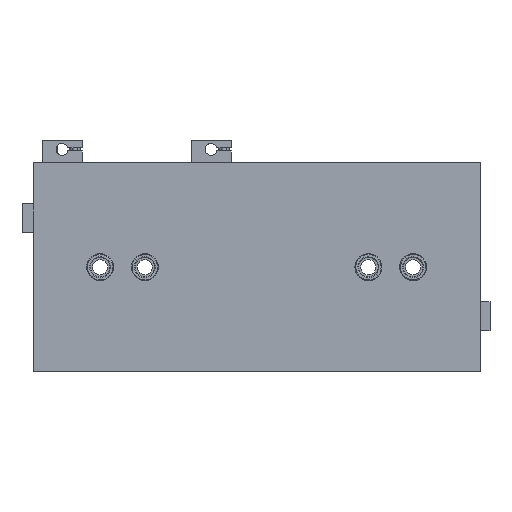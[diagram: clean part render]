
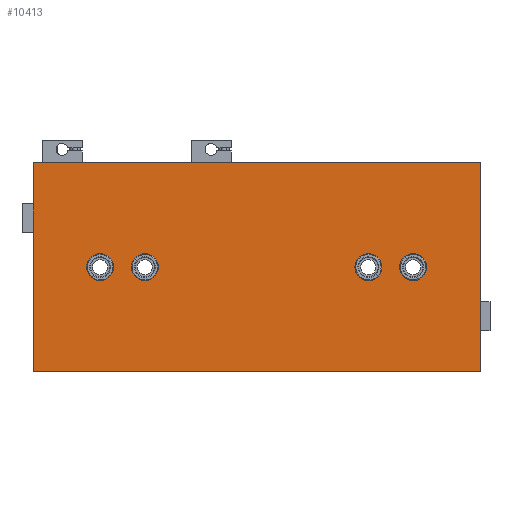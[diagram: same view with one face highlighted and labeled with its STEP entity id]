
A CAD part, front view. The second image highlights one B-rep face of the part: STEP entity #10413.
In plain terms, the highlighted planar face has unit normal (0, -1, 0).
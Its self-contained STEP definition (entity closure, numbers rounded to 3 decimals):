
#6374 = ORIENTED_EDGE ( 'NONE', *, *, #14503, .F. ) ;
#6375 = ORIENTED_EDGE ( 'NONE', *, *, #9184, .F. ) ;
#6376 = ORIENTED_EDGE ( 'NONE', *, *, #14504, .F. ) ;
#6377 = ORIENTED_EDGE ( 'NONE', *, *, #9188, .F. ) ;
#6378 = ORIENTED_EDGE ( 'NONE', *, *, #14502, .F. ) ;
#6379 = ORIENTED_EDGE ( 'NONE', *, *, #9192, .F. ) ;
#6380 = ORIENTED_EDGE ( 'NONE', *, *, #14499, .F. ) ;
#6381 = ORIENTED_EDGE ( 'NONE', *, *, #9196, .F. ) ;
#6382 = ORIENTED_EDGE ( 'NONE', *, *, #14491, .T. ) ;
#6383 = ORIENTED_EDGE ( 'NONE', *, *, #14500, .F. ) ;
#6384 = ORIENTED_EDGE ( 'NONE', *, *, #14437, .F. ) ;
#6385 = ORIENTED_EDGE ( 'NONE', *, *, #14505, .T. ) ;
#9184 = EDGE_CURVE ( 'NONE', #13352, #13353, #21753, .T. ) ;
#9188 = EDGE_CURVE ( 'NONE', #13356, #13357, #21759, .T. ) ;
#9192 = EDGE_CURVE ( 'NONE', #13360, #13361, #21765, .T. ) ;
#9196 = EDGE_CURVE ( 'NONE', #13364, #13365, #21771, .T. ) ;
#10413 = ADVANCED_FACE ( 'NONE', ( #26887, #26885, #26889, #26891, #26888 ), #26364, .T. ) ;
#13352 = VERTEX_POINT ( 'NONE', #28863 ) ;
#13353 = VERTEX_POINT ( 'NONE', #28864 ) ;
#13356 = VERTEX_POINT ( 'NONE', #28867 ) ;
#13357 = VERTEX_POINT ( 'NONE', #28868 ) ;
#13360 = VERTEX_POINT ( 'NONE', #28871 ) ;
#13361 = VERTEX_POINT ( 'NONE', #28872 ) ;
#13364 = VERTEX_POINT ( 'NONE', #28875 ) ;
#13365 = VERTEX_POINT ( 'NONE', #28876 ) ;
#13526 = VERTEX_POINT ( 'NONE', #29037 ) ;
#13527 = VERTEX_POINT ( 'NONE', #29038 ) ;
#13556 = VERTEX_POINT ( 'NONE', #29067 ) ;
#13557 = VERTEX_POINT ( 'NONE', #29068 ) ;
#14361 = EDGE_LOOP ( 'NONE', ( #6374, #6375 ) ) ;
#14365 = EDGE_LOOP ( 'NONE', ( #6376, #6377 ) ) ;
#14366 = EDGE_LOOP ( 'NONE', ( #6378, #6379 ) ) ;
#14367 = EDGE_LOOP ( 'NONE', ( #6380, #6381 ) ) ;
#14368 = EDGE_LOOP ( 'NONE', ( #6382, #6383, #6384, #6385 ) ) ;
#14437 = EDGE_CURVE ( 'NONE', #13526, #13527, #28049, .T. ) ;
#14491 = EDGE_CURVE ( 'NONE', #13557, #13556, #28130, .T. ) ;
#14499 = EDGE_CURVE ( 'NONE', #13365, #13364, #28146, .T. ) ;
#14500 = EDGE_CURVE ( 'NONE', #13527, #13556, #28144, .T. ) ;
#14502 = EDGE_CURVE ( 'NONE', #13361, #13360, #28150, .T. ) ;
#14503 = EDGE_CURVE ( 'NONE', #13353, #13352, #28152, .T. ) ;
#14504 = EDGE_CURVE ( 'NONE', #13357, #13356, #28154, .T. ) ;
#14505 = EDGE_CURVE ( 'NONE', #13526, #13557, #28145, .T. ) ;
#17056 = AXIS2_PLACEMENT_3D ( 'NONE', #21525, #21526, #21527 ) ;
#17058 = AXIS2_PLACEMENT_3D ( 'NONE', #21535, #21536, #21537 ) ;
#17060 = AXIS2_PLACEMENT_3D ( 'NONE', #21545, #21546, #21547 ) ;
#17062 = AXIS2_PLACEMENT_3D ( 'NONE', #21555, #21556, #21557 ) ;
#21525 = CARTESIAN_POINT ( 'NONE',  ( 105., -50., 0. ) ) ;
#21526 = DIRECTION ( 'NONE',  ( 0., -1., 0. ) ) ;
#21527 = DIRECTION ( 'NONE',  ( 0., 0., -1. ) ) ;
#21535 = CARTESIAN_POINT ( 'NONE',  ( 75., -50., 0. ) ) ;
#21536 = DIRECTION ( 'NONE',  ( 0., -1., 0. ) ) ;
#21537 = DIRECTION ( 'NONE',  ( 0., 0., -1. ) ) ;
#21545 = CARTESIAN_POINT ( 'NONE',  ( -75., -50., 0. ) ) ;
#21546 = DIRECTION ( 'NONE',  ( 0., -1., 0. ) ) ;
#21547 = DIRECTION ( 'NONE',  ( 0., 0., -1. ) ) ;
#21555 = CARTESIAN_POINT ( 'NONE',  ( -105., -50., 0. ) ) ;
#21556 = DIRECTION ( 'NONE',  ( 0., -1., 0. ) ) ;
#21557 = DIRECTION ( 'NONE',  ( 0., 0., -1. ) ) ;
#21753 = CIRCLE ( 'NONE', #17056, 9. ) ;
#21759 = CIRCLE ( 'NONE', #17058, 9. ) ;
#21765 = CIRCLE ( 'NONE', #17060, 9. ) ;
#21771 = CIRCLE ( 'NONE', #17062, 9. ) ;
#24921 = AXIS2_PLACEMENT_3D ( 'NONE', #26365, #26374, #26375 ) ;
#25187 = AXIS2_PLACEMENT_3D ( 'NONE', #29752, #29754, #29755 ) ;
#25193 = AXIS2_PLACEMENT_3D ( 'NONE', #29753, #29762, #29763 ) ;
#25195 = AXIS2_PLACEMENT_3D ( 'NONE', #29758, #29765, #29766 ) ;
#25196 = AXIS2_PLACEMENT_3D ( 'NONE', #29761, #29768, #29769 ) ;
#26364 = PLANE ( 'NONE',  #24921 ) ;
#26365 = CARTESIAN_POINT ( 'NONE',  ( -150., -50., -70. ) ) ;
#26374 = DIRECTION ( 'NONE',  ( 0., -1., 0. ) ) ;
#26375 = DIRECTION ( 'NONE',  ( 0., 0., -1. ) ) ;
#26885 = FACE_BOUND ( 'NONE', #14365, .T. ) ;
#26887 = FACE_BOUND ( 'NONE', #14361, .T. ) ;
#26888 = FACE_OUTER_BOUND ( 'NONE', #14368, .T. ) ;
#26889 = FACE_BOUND ( 'NONE', #14366, .T. ) ;
#26891 = FACE_BOUND ( 'NONE', #14367, .T. ) ;
#28049 = LINE ( 'NONE', #29579, #28050 ) ;
#28050 = VECTOR ( 'NONE', #29580, 1000. ) ;
#28130 = LINE ( 'NONE', #29736, #28131 ) ;
#28131 = VECTOR ( 'NONE', #29737, 1000. ) ;
#28142 = VECTOR ( 'NONE', #29757, 1000. ) ;
#28144 = LINE ( 'NONE', #29756, #28142 ) ;
#28145 = LINE ( 'NONE', #29770, #28151 ) ;
#28146 = CIRCLE ( 'NONE', #25187, 9. ) ;
#28150 = CIRCLE ( 'NONE', #25193, 9. ) ;
#28151 = VECTOR ( 'NONE', #29771, 1000. ) ;
#28152 = CIRCLE ( 'NONE', #25195, 9. ) ;
#28154 = CIRCLE ( 'NONE', #25196, 9. ) ;
#28863 = CARTESIAN_POINT ( 'NONE',  ( 105., -50., 9. ) ) ;
#28864 = CARTESIAN_POINT ( 'NONE',  ( 105., -50., -9. ) ) ;
#28867 = CARTESIAN_POINT ( 'NONE',  ( 75., -50., 9. ) ) ;
#28868 = CARTESIAN_POINT ( 'NONE',  ( 75., -50., -9. ) ) ;
#28871 = CARTESIAN_POINT ( 'NONE',  ( -75., -50., 9. ) ) ;
#28872 = CARTESIAN_POINT ( 'NONE',  ( -75., -50., -9. ) ) ;
#28875 = CARTESIAN_POINT ( 'NONE',  ( -105., -50., 9. ) ) ;
#28876 = CARTESIAN_POINT ( 'NONE',  ( -105., -50., -9. ) ) ;
#29037 = CARTESIAN_POINT ( 'NONE',  ( -150., -50., -70. ) ) ;
#29038 = CARTESIAN_POINT ( 'NONE',  ( -150., -50., 70. ) ) ;
#29067 = CARTESIAN_POINT ( 'NONE',  ( 150., -50., 70. ) ) ;
#29068 = CARTESIAN_POINT ( 'NONE',  ( 150., -50., -70. ) ) ;
#29579 = CARTESIAN_POINT ( 'NONE',  ( -150., -50., -70. ) ) ;
#29580 = DIRECTION ( 'NONE',  ( 0., 0., 1. ) ) ;
#29736 = CARTESIAN_POINT ( 'NONE',  ( 150., -50., -70. ) ) ;
#29737 = DIRECTION ( 'NONE',  ( 0., 0., 1. ) ) ;
#29752 = CARTESIAN_POINT ( 'NONE',  ( -105., -50., 0. ) ) ;
#29753 = CARTESIAN_POINT ( 'NONE',  ( -75., -50., 0. ) ) ;
#29754 = DIRECTION ( 'NONE',  ( 0., -1., 0. ) ) ;
#29755 = DIRECTION ( 'NONE',  ( 0., 0., -1. ) ) ;
#29756 = CARTESIAN_POINT ( 'NONE',  ( -150., -50., 70. ) ) ;
#29757 = DIRECTION ( 'NONE',  ( 1., 0., 0. ) ) ;
#29758 = CARTESIAN_POINT ( 'NONE',  ( 105., -50., 0. ) ) ;
#29761 = CARTESIAN_POINT ( 'NONE',  ( 75., -50., 0. ) ) ;
#29762 = DIRECTION ( 'NONE',  ( 0., -1., 0. ) ) ;
#29763 = DIRECTION ( 'NONE',  ( 0., 0., -1. ) ) ;
#29765 = DIRECTION ( 'NONE',  ( 0., -1., 0. ) ) ;
#29766 = DIRECTION ( 'NONE',  ( 0., 0., -1. ) ) ;
#29768 = DIRECTION ( 'NONE',  ( 0., -1., 0. ) ) ;
#29769 = DIRECTION ( 'NONE',  ( 0., 0., -1. ) ) ;
#29770 = CARTESIAN_POINT ( 'NONE',  ( -150., -50., -70. ) ) ;
#29771 = DIRECTION ( 'NONE',  ( 1., 0., 0. ) ) ;
